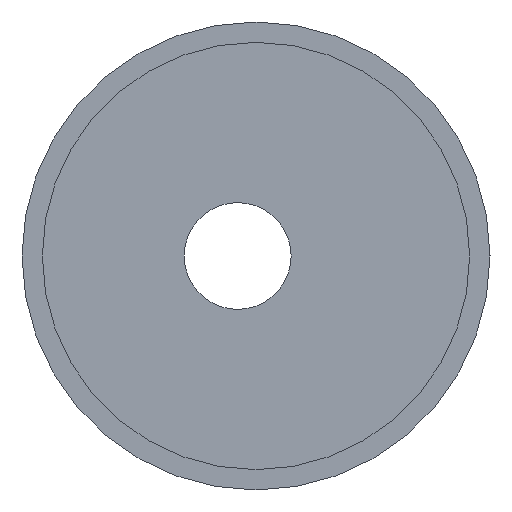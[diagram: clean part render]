
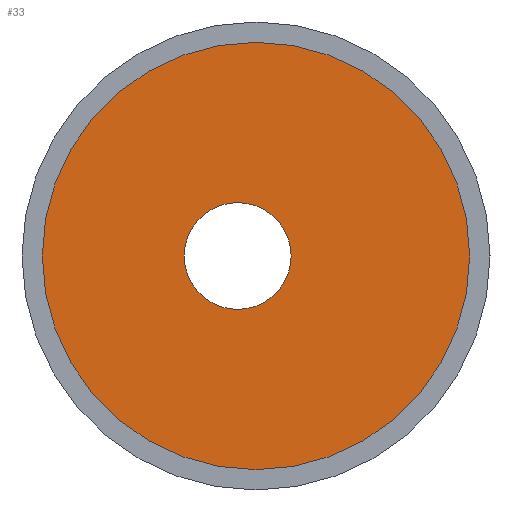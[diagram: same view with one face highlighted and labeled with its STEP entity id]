
A CAD part, left-side view. The second image highlights one B-rep face of the part: STEP entity #33.
In plain terms, the highlighted planar face has unit normal (-1, 0, 0).
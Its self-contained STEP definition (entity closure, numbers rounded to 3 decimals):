
#33 = ADVANCED_FACE ( 'NONE', ( #131, #259 ), #372, .T. ) ;
#39 = DIRECTION ( 'NONE',  ( -1., 0., 0. ) ) ;
#40 = AXIS2_PLACEMENT_3D ( 'NONE', #377, #39, #94 ) ;
#55 = CARTESIAN_POINT ( 'NONE',  ( -2., 1.8, 0. ) ) ;
#58 = CARTESIAN_POINT ( 'NONE',  ( -2., 0., 0. ) ) ;
#66 = VERTEX_POINT ( 'NONE', #282 ) ;
#69 = CARTESIAN_POINT ( 'NONE',  ( -2., 0., 0. ) ) ;
#83 = AXIS2_PLACEMENT_3D ( 'NONE', #379, #370, #97 ) ;
#94 = DIRECTION ( 'NONE',  ( 0., 0., 1. ) ) ;
#97 = DIRECTION ( 'NONE',  ( 0., 0., 1. ) ) ;
#102 = ORIENTED_EDGE ( 'NONE', *, *, #217, .F. ) ;
#117 = AXIS2_PLACEMENT_3D ( 'NONE', #58, #171, #328 ) ;
#129 = EDGE_CURVE ( 'NONE', #165, #196, #284, .T. ) ;
#130 = CARTESIAN_POINT ( 'NONE',  ( -2., 1.8, 5.25 ) ) ;
#131 = FACE_BOUND ( 'NONE', #404, .T. ) ;
#139 = CARTESIAN_POINT ( 'NONE',  ( -2., 0., 21. ) ) ;
#155 = ORIENTED_EDGE ( 'NONE', *, *, #179, .F. ) ;
#156 = DIRECTION ( 'NONE',  ( 0., 0., 1. ) ) ;
#165 = VERTEX_POINT ( 'NONE', #289 ) ;
#171 = DIRECTION ( 'NONE',  ( 1., 0., 0. ) ) ;
#177 = EDGE_CURVE ( 'NONE', #322, #66, #310, .T. ) ;
#179 = EDGE_CURVE ( 'NONE', #66, #322, #277, .T. ) ;
#190 = DIRECTION ( 'NONE',  ( -1., 0., 0. ) ) ;
#196 = VERTEX_POINT ( 'NONE', #130 ) ;
#202 = AXIS2_PLACEMENT_3D ( 'NONE', #55, #190, #156 ) ;
#217 = EDGE_CURVE ( 'NONE', #196, #165, #260, .T. ) ;
#259 = FACE_OUTER_BOUND ( 'NONE', #376, .T. ) ;
#260 = CIRCLE ( 'NONE', #40, 5.25 ) ;
#266 = ORIENTED_EDGE ( 'NONE', *, *, #129, .F. ) ;
#277 = CIRCLE ( 'NONE', #399, 21. ) ;
#279 = ORIENTED_EDGE ( 'NONE', *, *, #177, .F. ) ;
#282 = CARTESIAN_POINT ( 'NONE',  ( -2., 0., -21. ) ) ;
#284 = CIRCLE ( 'NONE', #202, 5.25 ) ;
#289 = CARTESIAN_POINT ( 'NONE',  ( -2., 1.8, -5.25 ) ) ;
#310 = CIRCLE ( 'NONE', #117, 21. ) ;
#322 = VERTEX_POINT ( 'NONE', #139 ) ;
#328 = DIRECTION ( 'NONE',  ( 0., 0., -1. ) ) ;
#354 = DIRECTION ( 'NONE',  ( 1., 0., 0. ) ) ;
#370 = DIRECTION ( 'NONE',  ( -1., 0., 0. ) ) ;
#372 = PLANE ( 'NONE',  #83 ) ;
#376 = EDGE_LOOP ( 'NONE', ( #155, #279 ) ) ;
#377 = CARTESIAN_POINT ( 'NONE',  ( -2., 1.8, 0. ) ) ;
#379 = CARTESIAN_POINT ( 'NONE',  ( -2., 21., 0. ) ) ;
#383 = DIRECTION ( 'NONE',  ( 0., 0., -1. ) ) ;
#399 = AXIS2_PLACEMENT_3D ( 'NONE', #69, #354, #383 ) ;
#404 = EDGE_LOOP ( 'NONE', ( #266, #102 ) ) ;
